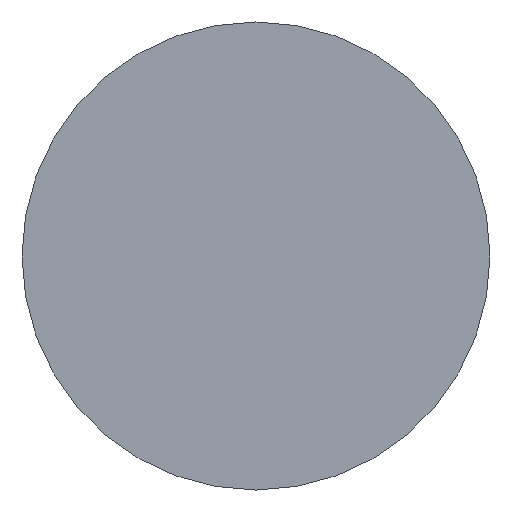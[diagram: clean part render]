
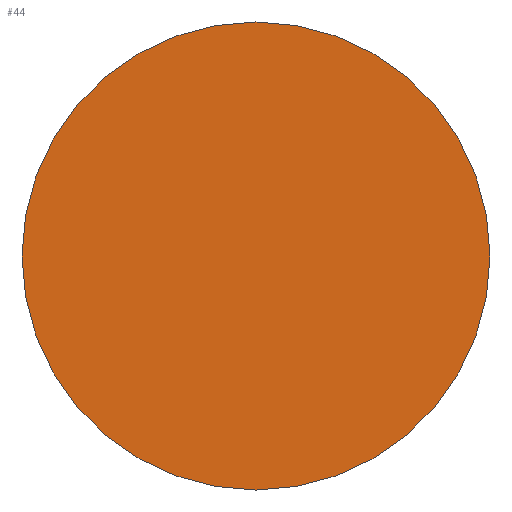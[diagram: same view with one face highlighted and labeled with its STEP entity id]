
A CAD part, left-side view. The second image highlights one B-rep face of the part: STEP entity #44.
In plain terms, the highlighted planar face has unit normal (-1, 0, 0).
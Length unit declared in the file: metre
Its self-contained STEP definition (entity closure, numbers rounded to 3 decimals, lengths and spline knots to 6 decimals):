
#24=ORIENTED_EDGE('',*,*,#28,.F.);
#28=EDGE_CURVE('',#30,#30,#32,.T.);
#30=VERTEX_POINT('',#95);
#32=CIRCLE('',#75,0.0007);
#34=EDGE_LOOP('',(#24));
#38=FACE_BOUND('',#34,.T.);
#42=PLANE('',#74);
#44=ADVANCED_FACE('',(#38),#42,.F.);
#74=AXIS2_PLACEMENT_3D('',#93,#83,#84);
#75=AXIS2_PLACEMENT_3D('',#94,#85,#86);
#83=DIRECTION('',(1.,0.,0.));
#84=DIRECTION('',(0.,0.,-1.));
#85=DIRECTION('',(1.,0.,0.));
#86=DIRECTION('',(0.,0.,-1.));
#93=CARTESIAN_POINT('',(0.0126,-0.0014,-0.022));
#94=CARTESIAN_POINT('',(0.0126,-0.0014,-0.022));
#95=CARTESIAN_POINT('',(0.0126,-0.0014,-0.0227));
